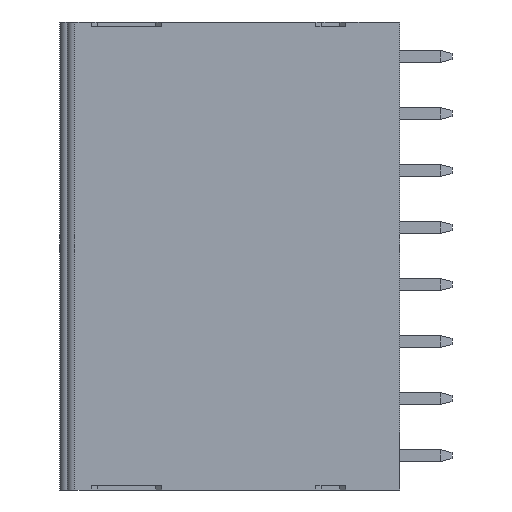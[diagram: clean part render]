
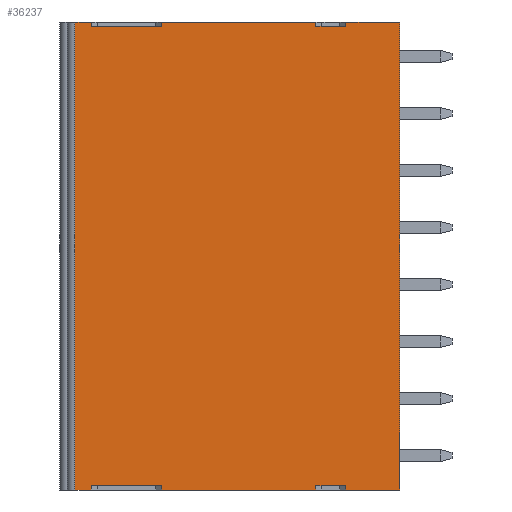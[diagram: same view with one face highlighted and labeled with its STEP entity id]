
A CAD part, front view. The second image highlights one B-rep face of the part: STEP entity #36237.
In plain terms, the highlighted planar face has unit normal (0, -1, 0).
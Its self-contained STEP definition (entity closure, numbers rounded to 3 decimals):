
#11045=DIRECTION('',(0.,0.,-1.));
#11046=VECTOR('',#11045,31.27);
#11047=CARTESIAN_POINT('',(-21.694,0.,-89.343));
#11048=LINE('',#11047,#11046);
#11053=DIRECTION('',(0.,0.,-1.));
#11054=VECTOR('',#11053,31.27);
#11055=CARTESIAN_POINT('',(0.006,0.,-89.343));
#11056=LINE('',#11055,#11054);
#11057=DIRECTION('',(-1.,0.,0.));
#11058=VECTOR('',#11057,3.6);
#11059=CARTESIAN_POINT('',(0.006,0.,
-120.613));
#11060=LINE('',#11059,#11058);
#11061=DIRECTION('',(0.,0.,1.));
#11062=VECTOR('',#11061,0.3);
#11063=CARTESIAN_POINT('',(-3.594,0.,
-120.613));
#11064=LINE('',#11063,#11062);
#11065=DIRECTION('',(-1.,0.,0.));
#11066=VECTOR('',#11065,10.3);
#11067=CARTESIAN_POINT('',(-5.594,0.,
-120.613));
#11068=LINE('',#11067,#11066);
#11069=DIRECTION('',(0.,0.,1.));
#11070=VECTOR('',#11069,0.3);
#11071=CARTESIAN_POINT('',(-15.894,0.,
-120.613));
#11072=LINE('',#11071,#11070);
#11073=DIRECTION('',(0.,0.,-1.));
#11074=VECTOR('',#11073,0.3);
#11075=CARTESIAN_POINT('',(-20.594,0.,
-120.313));
#11076=LINE('',#11075,#11074);
#11077=DIRECTION('',(-1.,0.,0.));
#11078=VECTOR('',#11077,1.1);
#11079=CARTESIAN_POINT('',(-20.594,0.,
-120.613));
#11080=LINE('',#11079,#11078);
#11081=DIRECTION('',(1.,0.,0.));
#11082=VECTOR('',#11081,1.1);
#11083=CARTESIAN_POINT('',(-21.694,0.,-89.343));
#11084=LINE('',#11083,#11082);
#11085=DIRECTION('',(1.,0.,0.));
#11086=VECTOR('',#11085,4.7);
#11087=CARTESIAN_POINT('',(-20.594,0.,
-89.643));
#11088=LINE('',#11087,#11086);
#11089=DIRECTION('',(1.,0.,0.));
#11090=VECTOR('',#11089,10.3);
#11091=CARTESIAN_POINT('',(-15.894,0.,-89.343));
#11092=LINE('',#11091,#11090);
#11093=DIRECTION('',(0.,0.,-1.));
#11094=VECTOR('',#11093,0.3);
#11095=CARTESIAN_POINT('',(-5.594,0.,-89.343));
#11096=LINE('',#11095,#11094);
#11097=DIRECTION('',(1.,0.,0.));
#11098=VECTOR('',#11097,2.);
#11099=CARTESIAN_POINT('',(-5.594,0.,
-89.643));
#11100=LINE('',#11099,#11098);
#11101=DIRECTION('',(1.,0.,0.));
#11102=VECTOR('',#11101,3.6);
#11103=CARTESIAN_POINT('',(-3.594,0.,
-89.343));
#11104=LINE('',#11103,#11102);
#11156=DIRECTION('',(0.,0.,1.));
#11157=VECTOR('',#11156,0.3);
#11158=CARTESIAN_POINT('',(-5.594,0.,
-120.613));
#11159=LINE('',#11158,#11157);
#11168=DIRECTION('',(1.,0.,0.));
#11169=VECTOR('',#11168,2.);
#11170=CARTESIAN_POINT('',(-5.594,0.,
-120.313));
#11171=LINE('',#11170,#11169);
#11192=DIRECTION('',(1.,0.,0.));
#11193=VECTOR('',#11192,4.7);
#11194=CARTESIAN_POINT('',(-20.594,0.,
-120.313));
#11195=LINE('',#11194,#11193);
#11255=DIRECTION('',(0.,0.,-1.));
#11256=VECTOR('',#11255,0.3);
#11257=CARTESIAN_POINT('',(-15.894,0.,-89.343));
#11258=LINE('',#11257,#11256);
#11271=DIRECTION('',(0.,0.,1.));
#11272=VECTOR('',#11271,0.3);
#11273=CARTESIAN_POINT('',(-20.594,0.,
-89.643));
#11274=LINE('',#11273,#11272);
#11287=DIRECTION('',(0.,0.,-1.));
#11288=VECTOR('',#11287,0.3);
#11289=CARTESIAN_POINT('',(-3.594,0.,
-89.343));
#11290=LINE('',#11289,#11288);
#15681=CARTESIAN_POINT('',(0.006,0.,-89.343));
#15683=VERTEX_POINT('',#15681);
#16119=CARTESIAN_POINT('',(-15.894,0.,-89.343));
#16120=CARTESIAN_POINT('',(-5.594,0.,-89.343));
#16121=VERTEX_POINT('',#16119);
#16122=VERTEX_POINT('',#16120);
#16127=CARTESIAN_POINT('',(-20.594,0.,-89.343));
#16128=VERTEX_POINT('',#16127);
#16129=CARTESIAN_POINT('',(-21.694,0.,-89.343));
#16130=VERTEX_POINT('',#16129);
#16137=CARTESIAN_POINT('',(-3.594,0.,
-89.343));
#16138=VERTEX_POINT('',#16137);
#16143=CARTESIAN_POINT('',(-20.594,0.,
-89.643));
#16144=VERTEX_POINT('',#16143);
#16145=CARTESIAN_POINT('',(-15.894,0.,
-89.643));
#16146=VERTEX_POINT('',#16145);
#16147=CARTESIAN_POINT('',(-5.594,0.,
-89.643));
#16148=VERTEX_POINT('',#16147);
#16149=CARTESIAN_POINT('',(-3.594,0.,
-89.643));
#16150=VERTEX_POINT('',#16149);
#16333=CARTESIAN_POINT('',(0.006,0.,
-120.613));
#16335=VERTEX_POINT('',#16333);
#16770=CARTESIAN_POINT('',(-3.594,0.,
-120.613));
#16771=VERTEX_POINT('',#16770);
#16772=CARTESIAN_POINT('',(-3.594,0.,
-120.313));
#16773=VERTEX_POINT('',#16772);
#16774=CARTESIAN_POINT('',(-5.594,0.,
-120.313));
#16775=VERTEX_POINT('',#16774);
#16776=CARTESIAN_POINT('',(-5.594,0.,
-120.613));
#16777=VERTEX_POINT('',#16776);
#16778=CARTESIAN_POINT('',(-15.894,0.,
-120.613));
#16779=VERTEX_POINT('',#16778);
#16780=CARTESIAN_POINT('',(-15.894,0.,
-120.313));
#16781=VERTEX_POINT('',#16780);
#16782=CARTESIAN_POINT('',(-20.594,0.,
-120.313));
#16783=VERTEX_POINT('',#16782);
#16784=CARTESIAN_POINT('',(-20.594,0.,
-120.613));
#16785=VERTEX_POINT('',#16784);
#16786=CARTESIAN_POINT('',(-21.694,0.,
-120.613));
#16787=VERTEX_POINT('',#16786);
#36192=CARTESIAN_POINT('',(0.006,0.,-101.168));
#36193=DIRECTION('',(0.,1.,0.));
#36194=DIRECTION('',(-1.,0.,0.));
#36195=AXIS2_PLACEMENT_3D('',#36192,#36193,#36194);
#36196=PLANE('',#36195);
#36197=ORIENTED_EDGE('',*,*,#20449,.T.);
#36199=ORIENTED_EDGE('',*,*,#36198,.T.);
#36201=ORIENTED_EDGE('',*,*,#36200,.T.);
#36203=ORIENTED_EDGE('',*,*,#36202,.F.);
#36205=ORIENTED_EDGE('',*,*,#36204,.F.);
#36207=ORIENTED_EDGE('',*,*,#36206,.T.);
#36209=ORIENTED_EDGE('',*,*,#36208,.T.);
#36211=ORIENTED_EDGE('',*,*,#36210,.F.);
#36213=ORIENTED_EDGE('',*,*,#36212,.T.);
#36215=ORIENTED_EDGE('',*,*,#36214,.T.);
#36216=ORIENTED_EDGE('',*,*,#36182,.F.);
#36218=ORIENTED_EDGE('',*,*,#36217,.T.);
#36220=ORIENTED_EDGE('',*,*,#36219,.F.);
#36222=ORIENTED_EDGE('',*,*,#36221,.T.);
#36224=ORIENTED_EDGE('',*,*,#36223,.F.);
#36226=ORIENTED_EDGE('',*,*,#36225,.T.);
#36228=ORIENTED_EDGE('',*,*,#36227,.T.);
#36230=ORIENTED_EDGE('',*,*,#36229,.T.);
#36232=ORIENTED_EDGE('',*,*,#36231,.F.);
#36234=ORIENTED_EDGE('',*,*,#36233,.T.);
#36235=EDGE_LOOP('',(#36197,#36199,#36201,#36203,#36205,#36207,#36209,#36211,
#36213,#36215,#36216,#36218,#36220,#36222,#36224,#36226,#36228,#36230,#36232,
#36234));
#36236=FACE_OUTER_BOUND('',#36235,.F.);
#36237=ADVANCED_FACE('',(#36236),#36196,.F.);
#20449=EDGE_CURVE('',#15683,#16335,#11056,.T.);
#36182=EDGE_CURVE('',#16130,#16787,#11048,.T.);
#36198=EDGE_CURVE('',#16335,#16771,#11060,.T.);
#36200=EDGE_CURVE('',#16771,#16773,#11064,.T.);
#36202=EDGE_CURVE('',#16775,#16773,#11171,.T.);
#36204=EDGE_CURVE('',#16777,#16775,#11159,.T.);
#36206=EDGE_CURVE('',#16777,#16779,#11068,.T.);
#36208=EDGE_CURVE('',#16779,#16781,#11072,.T.);
#36210=EDGE_CURVE('',#16783,#16781,#11195,.T.);
#36212=EDGE_CURVE('',#16783,#16785,#11076,.T.);
#36214=EDGE_CURVE('',#16785,#16787,#11080,.T.);
#36217=EDGE_CURVE('',#16130,#16128,#11084,.T.);
#36219=EDGE_CURVE('',#16144,#16128,#11274,.T.);
#36221=EDGE_CURVE('',#16144,#16146,#11088,.T.);
#36223=EDGE_CURVE('',#16121,#16146,#11258,.T.);
#36225=EDGE_CURVE('',#16121,#16122,#11092,.T.);
#36227=EDGE_CURVE('',#16122,#16148,#11096,.T.);
#36229=EDGE_CURVE('',#16148,#16150,#11100,.T.);
#36231=EDGE_CURVE('',#16138,#16150,#11290,.T.);
#36233=EDGE_CURVE('',#16138,#15683,#11104,.T.);
